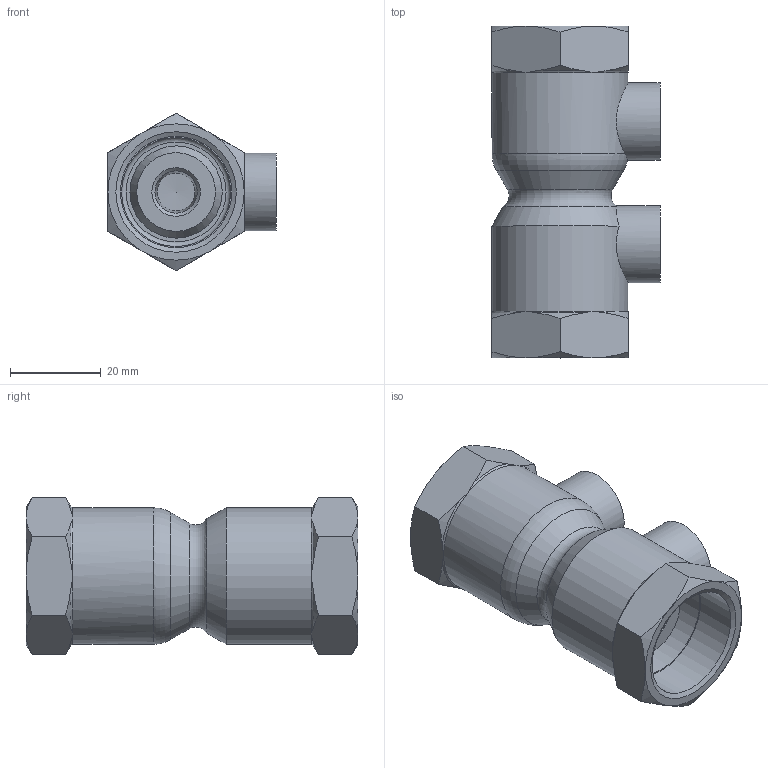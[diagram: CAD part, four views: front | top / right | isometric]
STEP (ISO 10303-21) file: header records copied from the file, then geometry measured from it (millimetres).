
FILE_DESCRIPTION(/* description */ ('STEP AP203'),/* implementation_level */ '2;1');
FILE_NAME(/* name */ 'socla_297_149B 3161',/* time_stamp */ '2023-04-04T08:31:12+02:00',/* author */ ('License CC BY-ND 4.0'),/* organization */ ('CADENAS'),/* preprocessor_version */ 'ST-DEVELOPER v19.3',/* originating_system */ 'PARTsolutions',/* authorisation */ ' ');
FILE_SCHEMA (('CONFIG_CONTROL_DESIGN'));
Length unit declared in the file: millimetre
Products named in the file (1): socla_297_149B 3161
Bounding box: 37 x 73 x 34.64 mm (x, y, z)
Volume: 29274.8 mm3; surface area: 15415.8 mm2
Topology: 1 solids, 1 shells, 89 faces, 204 edges, 125 vertices
Faces by surface type: cone 35, plane 24, torus 19, cylinder 11
Full cylindrical faces by diameter (mm): 15.3 x1, 17 x2, 17.5 x1, 20.3 x1, 24 x2, 24.5 x2, 30 x2
Entity records: 2412 total; most frequent: CARTESIAN_POINT 640, DIRECTION 344, ORIENTED_EDGE 332, EDGE_CURVE 166, AXIS2_PLACEMENT_3D 166, FACE_BOUND 128, EDGE_LOOP 125, VERTEX_POINT 118
